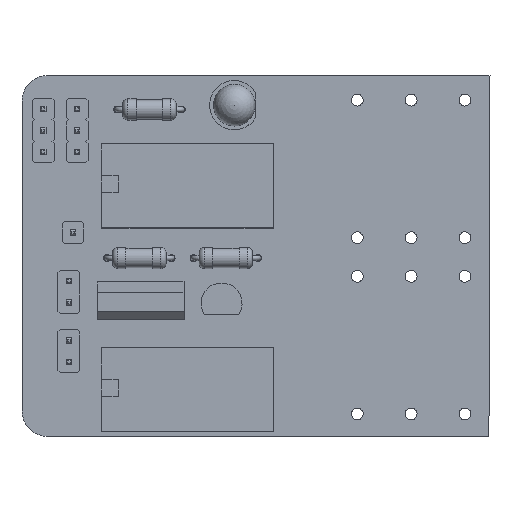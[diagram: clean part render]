
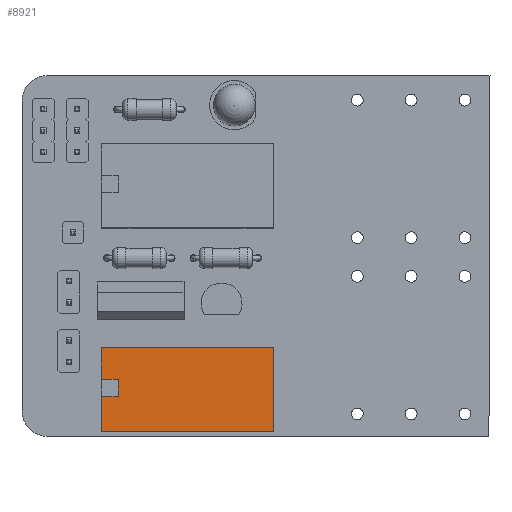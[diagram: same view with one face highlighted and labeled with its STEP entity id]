
A CAD part, top view. The second image highlights one B-rep face of the part: STEP entity #8921.
In plain terms, the highlighted planar face has unit normal (0, 0, 1).
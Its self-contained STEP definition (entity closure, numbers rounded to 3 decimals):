
#7098 = PLANE('',#7099);
#7099 = AXIS2_PLACEMENT_3D('',#7100,#7101,#7102);
#7100 = CARTESIAN_POINT('',(-1.2,1.3,0.5));
#7101 = DIRECTION('',(0.,1.,0.));
#7102 = DIRECTION('',(1.,0.,0.));
#7123 = VERTEX_POINT('',#7124);
#7124 = CARTESIAN_POINT('',(-1.2,1.3,11.5));
#7138 = PLANE('',#7139);
#7139 = AXIS2_PLACEMENT_3D('',#7140,#7141,#7142);
#7140 = CARTESIAN_POINT('',(-1.2,-19.,0.5));
#7141 = DIRECTION('',(1.,0.,0.));
#7142 = DIRECTION('',(0.,0.,1.));
#7150 = EDGE_CURVE('',#7123,#7151,#7153,.T.);
#7151 = VERTEX_POINT('',#7152);
#7152 = CARTESIAN_POINT('',(2.947,1.3,11.5));
#7153 = SURFACE_CURVE('',#7154,(#7158,#7165),.PCURVE_S1.);
#7154 = LINE('',#7155,#7156);
#7155 = CARTESIAN_POINT('',(-1.2,1.3,11.5));
#7156 = VECTOR('',#7157,1.);
#7157 = DIRECTION('',(1.,0.,0.));
#7158 = PCURVE('',#7098,#7159);
#7159 = DEFINITIONAL_REPRESENTATION('',(#7160),#7164);
#7160 = LINE('',#7161,#7162);
#7161 = CARTESIAN_POINT('',(0.,-11.));
#7162 = VECTOR('',#7163,1.);
#7163 = DIRECTION('',(1.,0.));
#7164 = ( GEOMETRIC_REPRESENTATION_CONTEXT(2) 
PARAMETRIC_REPRESENTATION_CONTEXT() REPRESENTATION_CONTEXT('2D SPACE',''
  ) );
#7165 = PCURVE('',#7166,#7171);
#7166 = PLANE('',#7167);
#7167 = AXIS2_PLACEMENT_3D('',#7168,#7169,#7170);
#7168 = CARTESIAN_POINT('',(-1.2,1.3,11.5));
#7169 = DIRECTION('',(0.,0.,1.));
#7170 = DIRECTION('',(1.,0.,-0.));
#7171 = DEFINITIONAL_REPRESENTATION('',(#7172),#7176);
#7172 = LINE('',#7173,#7174);
#7173 = CARTESIAN_POINT('',(0.,0.));
#7174 = VECTOR('',#7175,1.);
#7175 = DIRECTION('',(1.,0.));
#7176 = ( GEOMETRIC_REPRESENTATION_CONTEXT(2) 
PARAMETRIC_REPRESENTATION_CONTEXT() REPRESENTATION_CONTEXT('2D SPACE',''
  ) );
#7194 = PLANE('',#7195);
#7195 = AXIS2_PLACEMENT_3D('',#7196,#7197,#7198);
#7196 = CARTESIAN_POINT('',(2.947,-0.7,11.5));
#7197 = DIRECTION('',(1.,0.,0.));
#7198 = DIRECTION('',(-0.,1.,0.));
#7235 = VERTEX_POINT('',#7236);
#7236 = CARTESIAN_POINT('',(4.947,1.3,11.5));
#7250 = PLANE('',#7251);
#7251 = AXIS2_PLACEMENT_3D('',#7252,#7253,#7254);
#7252 = CARTESIAN_POINT('',(4.947,1.3,11.5));
#7253 = DIRECTION('',(-1.,0.,0.));
#7254 = DIRECTION('',(0.,-1.,0.));
#7262 = EDGE_CURVE('',#7235,#7263,#7265,.T.);
#7263 = VERTEX_POINT('',#7264);
#7264 = CARTESIAN_POINT('',(8.7,1.3,11.5));
#7265 = SURFACE_CURVE('',#7266,(#7270,#7277),.PCURVE_S1.);
#7266 = LINE('',#7267,#7268);
#7267 = CARTESIAN_POINT('',(-1.2,1.3,11.5));
#7268 = VECTOR('',#7269,1.);
#7269 = DIRECTION('',(1.,0.,0.));
#7270 = PCURVE('',#7098,#7271);
#7271 = DEFINITIONAL_REPRESENTATION('',(#7272),#7276);
#7272 = LINE('',#7273,#7274);
#7273 = CARTESIAN_POINT('',(0.,-11.));
#7274 = VECTOR('',#7275,1.);
#7275 = DIRECTION('',(1.,0.));
#7276 = ( GEOMETRIC_REPRESENTATION_CONTEXT(2) 
PARAMETRIC_REPRESENTATION_CONTEXT() REPRESENTATION_CONTEXT('2D SPACE',''
  ) );
#7277 = PCURVE('',#7166,#7278);
#7278 = DEFINITIONAL_REPRESENTATION('',(#7279),#7283);
#7279 = LINE('',#7280,#7281);
#7280 = CARTESIAN_POINT('',(0.,0.));
#7281 = VECTOR('',#7282,1.);
#7282 = DIRECTION('',(1.,0.));
#7283 = ( GEOMETRIC_REPRESENTATION_CONTEXT(2) 
PARAMETRIC_REPRESENTATION_CONTEXT() REPRESENTATION_CONTEXT('2D SPACE',''
  ) );
#7299 = PLANE('',#7300);
#7300 = AXIS2_PLACEMENT_3D('',#7301,#7302,#7303);
#7301 = CARTESIAN_POINT('',(8.7,1.3,0.5));
#7302 = DIRECTION('',(-1.,0.,0.));
#7303 = DIRECTION('',(0.,0.,-1.));
#7568 = PLANE('',#7569);
#7569 = AXIS2_PLACEMENT_3D('',#7570,#7571,#7572);
#7570 = CARTESIAN_POINT('',(8.7,-19.,0.5));
#7571 = DIRECTION('',(0.,-1.,0.));
#7572 = DIRECTION('',(-1.,0.,0.));
#8878 = VERTEX_POINT('',#8879);
#8879 = CARTESIAN_POINT('',(8.7,-19.,11.5));
#8900 = EDGE_CURVE('',#7263,#8878,#8901,.T.);
#8901 = SURFACE_CURVE('',#8902,(#8906,#8913),.PCURVE_S1.);
#8902 = LINE('',#8903,#8904);
#8903 = CARTESIAN_POINT('',(8.7,1.3,11.5));
#8904 = VECTOR('',#8905,1.);
#8905 = DIRECTION('',(0.,-1.,0.));
#8906 = PCURVE('',#7299,#8907);
#8907 = DEFINITIONAL_REPRESENTATION('',(#8908),#8912);
#8908 = LINE('',#8909,#8910);
#8909 = CARTESIAN_POINT('',(-11.,-0.));
#8910 = VECTOR('',#8911,1.);
#8911 = DIRECTION('',(0.,1.));
#8912 = ( GEOMETRIC_REPRESENTATION_CONTEXT(2) 
PARAMETRIC_REPRESENTATION_CONTEXT() REPRESENTATION_CONTEXT('2D SPACE',''
  ) );
#8913 = PCURVE('',#7166,#8914);
#8914 = DEFINITIONAL_REPRESENTATION('',(#8915),#8919);
#8915 = LINE('',#8916,#8917);
#8916 = CARTESIAN_POINT('',(9.9,0.));
#8917 = VECTOR('',#8918,1.);
#8918 = DIRECTION('',(0.,-1.));
#8919 = ( GEOMETRIC_REPRESENTATION_CONTEXT(2) 
PARAMETRIC_REPRESENTATION_CONTEXT() REPRESENTATION_CONTEXT('2D SPACE',''
  ) );
#8921 = ADVANCED_FACE('',(#8922),#7166,.T.);
#8922 = FACE_BOUND('',#8923,.T.);
#8923 = EDGE_LOOP('',(#8924,#8925,#8948,#8969,#8970,#8971,#8994,#9022));
#8924 = ORIENTED_EDGE('',*,*,#7150,.F.);
#8925 = ORIENTED_EDGE('',*,*,#8926,.F.);
#8926 = EDGE_CURVE('',#8927,#7123,#8929,.T.);
#8927 = VERTEX_POINT('',#8928);
#8928 = CARTESIAN_POINT('',(-1.2,-19.,11.5));
#8929 = SURFACE_CURVE('',#8930,(#8934,#8941),.PCURVE_S1.);
#8930 = LINE('',#8931,#8932);
#8931 = CARTESIAN_POINT('',(-1.2,-19.,11.5));
#8932 = VECTOR('',#8933,1.);
#8933 = DIRECTION('',(0.,1.,0.));
#8934 = PCURVE('',#7166,#8935);
#8935 = DEFINITIONAL_REPRESENTATION('',(#8936),#8940);
#8936 = LINE('',#8937,#8938);
#8937 = CARTESIAN_POINT('',(0.,-20.3));
#8938 = VECTOR('',#8939,1.);
#8939 = DIRECTION('',(0.,1.));
#8940 = ( GEOMETRIC_REPRESENTATION_CONTEXT(2) 
PARAMETRIC_REPRESENTATION_CONTEXT() REPRESENTATION_CONTEXT('2D SPACE',''
  ) );
#8941 = PCURVE('',#7138,#8942);
#8942 = DEFINITIONAL_REPRESENTATION('',(#8943),#8947);
#8943 = LINE('',#8944,#8945);
#8944 = CARTESIAN_POINT('',(11.,0.));
#8945 = VECTOR('',#8946,1.);
#8946 = DIRECTION('',(0.,-1.));
#8947 = ( GEOMETRIC_REPRESENTATION_CONTEXT(2) 
PARAMETRIC_REPRESENTATION_CONTEXT() REPRESENTATION_CONTEXT('2D SPACE',''
  ) );
#8948 = ORIENTED_EDGE('',*,*,#8949,.F.);
#8949 = EDGE_CURVE('',#8878,#8927,#8950,.T.);
#8950 = SURFACE_CURVE('',#8951,(#8955,#8962),.PCURVE_S1.);
#8951 = LINE('',#8952,#8953);
#8952 = CARTESIAN_POINT('',(8.7,-19.,11.5));
#8953 = VECTOR('',#8954,1.);
#8954 = DIRECTION('',(-1.,0.,0.));
#8955 = PCURVE('',#7166,#8956);
#8956 = DEFINITIONAL_REPRESENTATION('',(#8957),#8961);
#8957 = LINE('',#8958,#8959);
#8958 = CARTESIAN_POINT('',(9.9,-20.3));
#8959 = VECTOR('',#8960,1.);
#8960 = DIRECTION('',(-1.,0.));
#8961 = ( GEOMETRIC_REPRESENTATION_CONTEXT(2) 
PARAMETRIC_REPRESENTATION_CONTEXT() REPRESENTATION_CONTEXT('2D SPACE',''
  ) );
#8962 = PCURVE('',#7568,#8963);
#8963 = DEFINITIONAL_REPRESENTATION('',(#8964),#8968);
#8964 = LINE('',#8965,#8966);
#8965 = CARTESIAN_POINT('',(0.,-11.));
#8966 = VECTOR('',#8967,1.);
#8967 = DIRECTION('',(1.,0.));
#8968 = ( GEOMETRIC_REPRESENTATION_CONTEXT(2) 
PARAMETRIC_REPRESENTATION_CONTEXT() REPRESENTATION_CONTEXT('2D SPACE',''
  ) );
#8969 = ORIENTED_EDGE('',*,*,#8900,.F.);
#8970 = ORIENTED_EDGE('',*,*,#7262,.F.);
#8971 = ORIENTED_EDGE('',*,*,#8972,.T.);
#8972 = EDGE_CURVE('',#7235,#8973,#8975,.T.);
#8973 = VERTEX_POINT('',#8974);
#8974 = CARTESIAN_POINT('',(4.947,-0.7,11.5));
#8975 = SURFACE_CURVE('',#8976,(#8980,#8987),.PCURVE_S1.);
#8976 = LINE('',#8977,#8978);
#8977 = CARTESIAN_POINT('',(4.947,1.3,11.5));
#8978 = VECTOR('',#8979,1.);
#8979 = DIRECTION('',(0.,-1.,0.));
#8980 = PCURVE('',#7166,#8981);
#8981 = DEFINITIONAL_REPRESENTATION('',(#8982),#8986);
#8982 = LINE('',#8983,#8984);
#8983 = CARTESIAN_POINT('',(6.147,0.));
#8984 = VECTOR('',#8985,1.);
#8985 = DIRECTION('',(0.,-1.));
#8986 = ( GEOMETRIC_REPRESENTATION_CONTEXT(2) 
PARAMETRIC_REPRESENTATION_CONTEXT() REPRESENTATION_CONTEXT('2D SPACE',''
  ) );
#8987 = PCURVE('',#7250,#8988);
#8988 = DEFINITIONAL_REPRESENTATION('',(#8989),#8993);
#8989 = LINE('',#8990,#8991);
#8990 = CARTESIAN_POINT('',(0.,0.));
#8991 = VECTOR('',#8992,1.);
#8992 = DIRECTION('',(1.,0.));
#8993 = ( GEOMETRIC_REPRESENTATION_CONTEXT(2) 
PARAMETRIC_REPRESENTATION_CONTEXT() REPRESENTATION_CONTEXT('2D SPACE',''
  ) );
#8994 = ORIENTED_EDGE('',*,*,#8995,.T.);
#8995 = EDGE_CURVE('',#8973,#8996,#8998,.T.);
#8996 = VERTEX_POINT('',#8997);
#8997 = CARTESIAN_POINT('',(2.947,-0.7,11.5));
#8998 = SURFACE_CURVE('',#8999,(#9003,#9010),.PCURVE_S1.);
#8999 = LINE('',#9000,#9001);
#9000 = CARTESIAN_POINT('',(4.947,-0.7,11.5));
#9001 = VECTOR('',#9002,1.);
#9002 = DIRECTION('',(-1.,0.,0.));
#9003 = PCURVE('',#7166,#9004);
#9004 = DEFINITIONAL_REPRESENTATION('',(#9005),#9009);
#9005 = LINE('',#9006,#9007);
#9006 = CARTESIAN_POINT('',(6.147,-2.));
#9007 = VECTOR('',#9008,1.);
#9008 = DIRECTION('',(-1.,0.));
#9009 = ( GEOMETRIC_REPRESENTATION_CONTEXT(2) 
PARAMETRIC_REPRESENTATION_CONTEXT() REPRESENTATION_CONTEXT('2D SPACE',''
  ) );
#9010 = PCURVE('',#9011,#9016);
#9011 = PLANE('',#9012);
#9012 = AXIS2_PLACEMENT_3D('',#9013,#9014,#9015);
#9013 = CARTESIAN_POINT('',(4.947,-0.7,11.5));
#9014 = DIRECTION('',(0.,1.,0.));
#9015 = DIRECTION('',(-1.,0.,0.));
#9016 = DEFINITIONAL_REPRESENTATION('',(#9017),#9021);
#9017 = LINE('',#9018,#9019);
#9018 = CARTESIAN_POINT('',(0.,0.));
#9019 = VECTOR('',#9020,1.);
#9020 = DIRECTION('',(1.,0.));
#9021 = ( GEOMETRIC_REPRESENTATION_CONTEXT(2) 
PARAMETRIC_REPRESENTATION_CONTEXT() REPRESENTATION_CONTEXT('2D SPACE',''
  ) );
#9022 = ORIENTED_EDGE('',*,*,#9023,.T.);
#9023 = EDGE_CURVE('',#8996,#7151,#9024,.T.);
#9024 = SURFACE_CURVE('',#9025,(#9029,#9036),.PCURVE_S1.);
#9025 = LINE('',#9026,#9027);
#9026 = CARTESIAN_POINT('',(2.947,-0.7,11.5));
#9027 = VECTOR('',#9028,1.);
#9028 = DIRECTION('',(0.,1.,0.));
#9029 = PCURVE('',#7166,#9030);
#9030 = DEFINITIONAL_REPRESENTATION('',(#9031),#9035);
#9031 = LINE('',#9032,#9033);
#9032 = CARTESIAN_POINT('',(4.147,-2.));
#9033 = VECTOR('',#9034,1.);
#9034 = DIRECTION('',(0.,1.));
#9035 = ( GEOMETRIC_REPRESENTATION_CONTEXT(2) 
PARAMETRIC_REPRESENTATION_CONTEXT() REPRESENTATION_CONTEXT('2D SPACE',''
  ) );
#9036 = PCURVE('',#7194,#9037);
#9037 = DEFINITIONAL_REPRESENTATION('',(#9038),#9042);
#9038 = LINE('',#9039,#9040);
#9039 = CARTESIAN_POINT('',(0.,0.));
#9040 = VECTOR('',#9041,1.);
#9041 = DIRECTION('',(1.,0.));
#9042 = ( GEOMETRIC_REPRESENTATION_CONTEXT(2) 
PARAMETRIC_REPRESENTATION_CONTEXT() REPRESENTATION_CONTEXT('2D SPACE',''
  ) );
